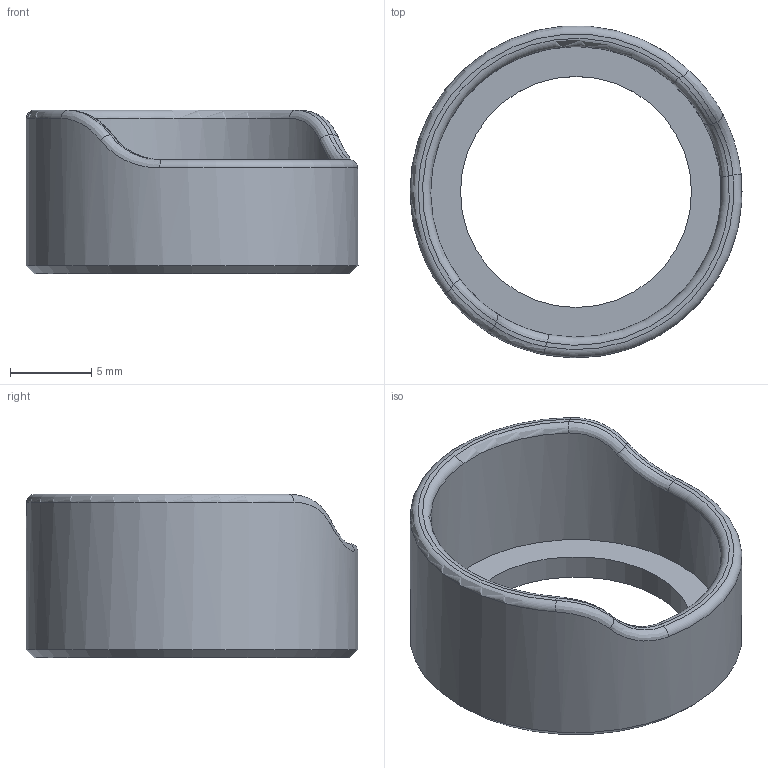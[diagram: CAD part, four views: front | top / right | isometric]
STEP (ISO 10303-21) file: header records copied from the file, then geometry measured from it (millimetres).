
FILE_DESCRIPTION(/* description */ (''),/* implementation_level */ '2;1');
FILE_NAME(/* name */ 'Button Guard.step',/* time_stamp */ '2020-07-20T19:56:17-05:00',/* author */ (''),/* organization */ (''),/* preprocessor_version */ 'ST-DEVELOPER v18.1',/* originating_system */ 'Autodesk Translation Framework v9.3.0.1241',/* authorisation */ '');
FILE_SCHEMA (('AUTOMOTIVE_DESIGN { 1 0 10303 214 3 1 1 }'));
Length unit declared in the file: millimetre
Products named in the file (1): Button Guard
Bounding box: 20.44 x 20.44 x 10.07 mm (x, y, z)
Volume: 801.3 mm3; surface area: 1339.6 mm2
Topology: 1 solids, 1 shells, 24 faces, 53 edges, 31 vertices
Faces by surface type: bspline 8, cylinder 7, torus 4, plane 4, cone 1
Full cylindrical faces by diameter (mm): 14.224 x1, 17.9 x1, 20.44 x1
Entity records: 914 total; most frequent: CARTESIAN_POINT 375, ORIENTED_EDGE 106, DIRECTION 98, EDGE_CURVE 53, AXIS2_PLACEMENT_3D 44, VERTEX_POINT 31, CIRCLE 27, EDGE_LOOP 26
